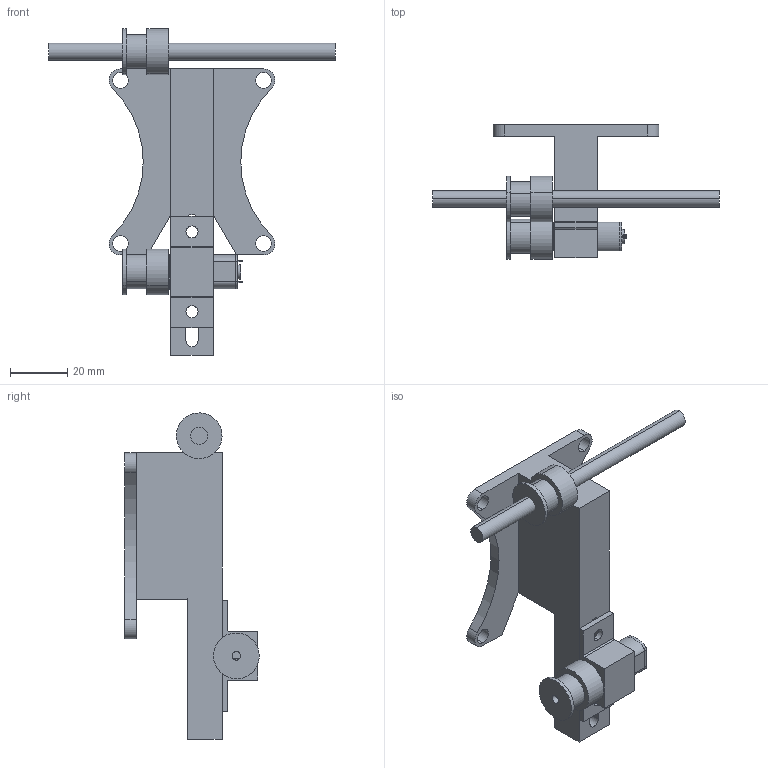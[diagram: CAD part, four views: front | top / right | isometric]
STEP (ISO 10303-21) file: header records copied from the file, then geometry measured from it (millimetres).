
FILE_DESCRIPTION (( 'STEP AP214' ), '1' );
FILE_NAME ('Auto_Choke_CAD.STEP', '2025-06-11T01:00:44', ( '' ), ( '' ), 'SwSTEP 2.0', 'SolidWorks 2024', '' );
FILE_SCHEMA (( 'AUTOMOTIVE_DESIGN' ));
Length unit declared in the file: millimetre
Products named in the file (6): carb_shaft; pulleygear; motor_mount; Auto_Choke_CAD; N20 Motor; carb_plate
Assembly tree (6 placements, depth 2):
  Auto_Choke_CAD
    carb_plate
    carb_shaft
    pulleygear  x2
    N20 Motor
    motor_mount
Bounding box: 100 x 46.98 x 113.99 mm (x, y, z)
Volume: 50449.8 mm3; surface area: 22977.2 mm2
Topology: 22 solids, 22 shells, 261 faces, 600 edges, 400 vertices
Faces by surface type: plane 138, cylinder 119, bspline 4
Entity records: 7563 total; most frequent: DIRECTION 1314, CARTESIAN_POINT 1270, ORIENTED_EDGE 1152, EDGE_CURVE 576, AXIS2_PLACEMENT_3D 492, VERTEX_POINT 384, VECTOR 330, LINE 330
